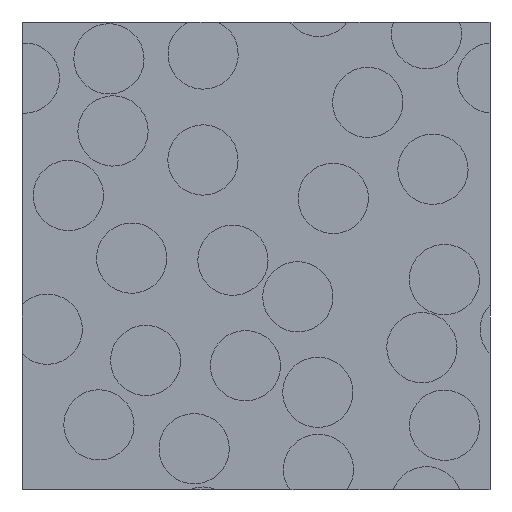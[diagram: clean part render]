
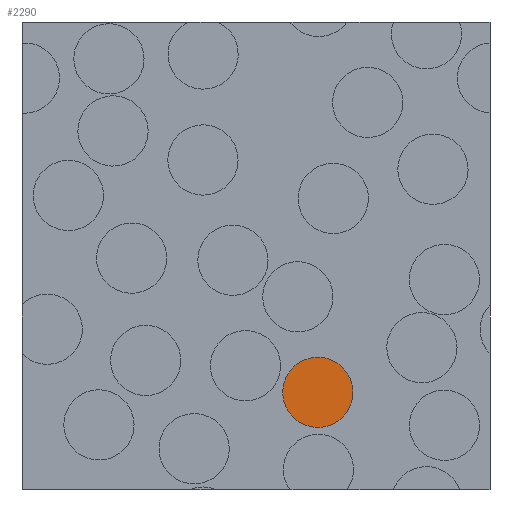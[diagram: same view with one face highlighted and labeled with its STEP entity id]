
A CAD part, top view. The second image highlights one B-rep face of the part: STEP entity #2290.
In plain terms, the highlighted planar face has unit normal (0, 0, 1).
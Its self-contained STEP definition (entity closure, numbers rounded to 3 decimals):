
#2290 = ADVANCED_FACE('',(#2291),#2304,.T.);
#2291 = FACE_BOUND('',#2292,.T.);
#2292 = EDGE_LOOP('',(#2293));
#2293 = ORIENTED_EDGE('',*,*,#2294,.T.);
#2294 = EDGE_CURVE('',#2295,#2295,#2297,.T.);
#2295 = VERTEX_POINT('',#2296);
#2296 = CARTESIAN_POINT('',(2.829,0.835,0.));
#2297 = SURFACE_CURVE('',#2298,(#2303),.PCURVE_S1.);
#2298 = ELLIPSE('',#2299,0.3,0.3);
#2299 = AXIS2_PLACEMENT_3D('',#2300,#2301,#2302);
#2300 = CARTESIAN_POINT('',(2.529,0.835,0.));
#2301 = DIRECTION('',(0.,0.,1.));
#2302 = DIRECTION('',(1.,0.,-0.));
#2303 = PCURVE('',#2304,#2309);
#2304 = PLANE('',#2305);
#2305 = AXIS2_PLACEMENT_3D('',#2306,#2307,#2308);
#2306 = CARTESIAN_POINT('',(2.529,0.835,0.));
#2307 = DIRECTION('',(0.,0.,1.));
#2308 = DIRECTION('',(1.,0.,-0.));
#2309 = DEFINITIONAL_REPRESENTATION('',(#2310),#2314);
#2310 = CIRCLE('',#2311,0.3);
#2311 = AXIS2_PLACEMENT_2D('',#2312,#2313);
#2312 = CARTESIAN_POINT('',(0.,0.));
#2313 = DIRECTION('',(1.,0.));
#2314 = ( GEOMETRIC_REPRESENTATION_CONTEXT(2) 
PARAMETRIC_REPRESENTATION_CONTEXT() REPRESENTATION_CONTEXT('2D SPACE',''
  ) );
